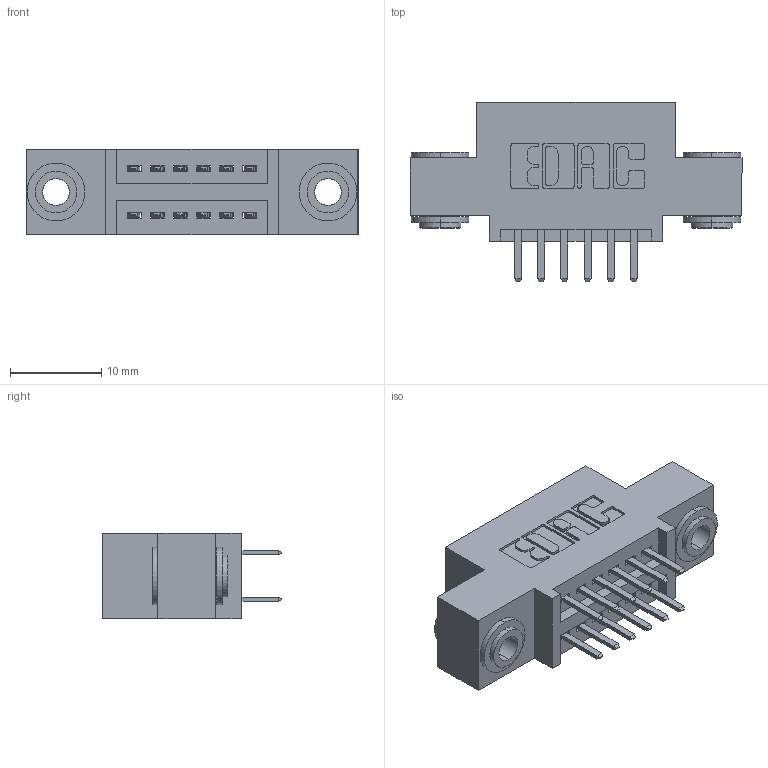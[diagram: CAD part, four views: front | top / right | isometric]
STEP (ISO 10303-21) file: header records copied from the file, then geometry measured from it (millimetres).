
FILE_DESCRIPTION (( 'STEP AP203' ), '1' );
FILE_NAME ('345-012-520-503.STEP', '2018-08-18T01:01:43', ( '' ), ( '' ), 'SwSTEP 2.0', 'SolidWorks 2016', '' );
FILE_SCHEMA (( 'CONFIG_CONTROL_DESIGN' ));
Length unit declared in the file: inch
Products named in the file (4): 345 Part_0.110 Offset - 0.156 Dia-TH; 345-292-001_345-293-120; 345-250-002_345-250-002-102; 345-012-520-503
Assembly tree (15 placements, depth 2):
  345-012-520-503
    345 Part_0.110 Offset - 0.156 Dia-TH
    345-292-001_345-293-120  x12
    345-250-002_345-250-002-102  x2
Bounding box: 36.45 x 19.68 x 9.4 mm (x, y, z)
Volume: 3147.3 mm3; surface area: 4241.5 mm2
Topology: 15 solids, 15 shells, 816 faces, 2313 edges, 1506 vertices
Faces by surface type: plane 514, cylinder 294, cone 8
Entity records: 10450 total; most frequent: CARTESIAN_POINT 1775, ORIENTED_EDGE 1690, DIRECTION 1627, EDGE_CURVE 845, VECTOR 661, LINE 661, VERTEX_POINT 558, AXIS2_PLACEMENT_3D 483
